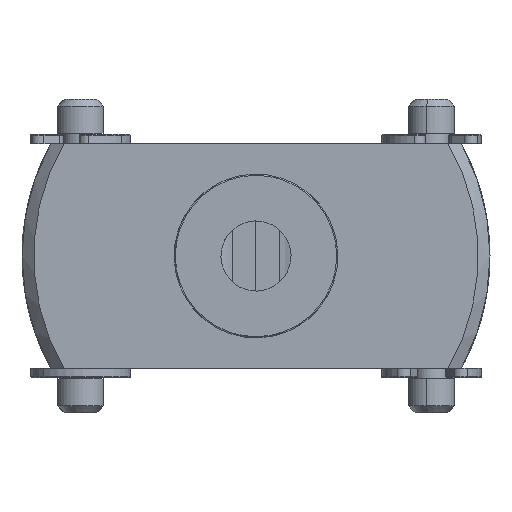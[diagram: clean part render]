
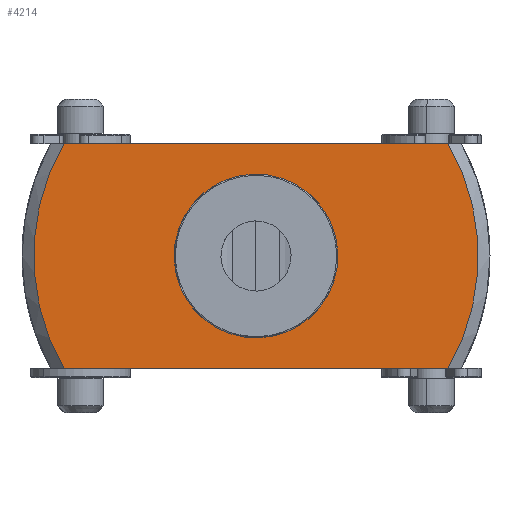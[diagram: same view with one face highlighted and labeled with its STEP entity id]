
A CAD part, front view. The second image highlights one B-rep face of the part: STEP entity #4214.
In plain terms, the highlighted face is planar.
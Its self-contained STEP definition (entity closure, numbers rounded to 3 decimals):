
#2414=CARTESIAN_POINT('Vertex',(-3.072,1.678,30.)) ;
#2417=CARTESIAN_POINT('Axis2P3D Location',(0.,0.,30.)) ;
#2421=CARTESIAN_POINT('Vertex',(3.072,-1.678,30.)) ;
#3190=CARTESIAN_POINT('Axis2P3D Location',(0.,0.,30.)) ;
#4114=CARTESIAN_POINT('Axis2P3D Location',(0.,0.,30.)) ;
#4118=CARTESIAN_POINT('Vertex',(4.8,8.198,30.)) ;
#4120=CARTESIAN_POINT('Vertex',(-4.8,8.198,30.)) ;
#4180=CARTESIAN_POINT('Axis2P3D Location',(0.,0.,30.)) ;
#4185=CARTESIAN_POINT('Line Origine',(4.8,0.,30.)) ;
#4189=CARTESIAN_POINT('Vertex',(4.8,-8.198,30.)) ;
#4192=CARTESIAN_POINT('Line Origine',(-4.8,0.,30.)) ;
#4196=CARTESIAN_POINT('Vertex',(-4.8,-8.198,30.)) ;
#4199=CARTESIAN_POINT('Axis2P3D Location',(0.,0.,30.)) ;
#2418=DIRECTION('Axis2P3D Direction',(0.,-0.,-1.)) ;
#3191=DIRECTION('Axis2P3D Direction',(0.,-0.,-1.)) ;
#4115=DIRECTION('Axis2P3D Direction',(0.,0.,1.)) ;
#4181=DIRECTION('Axis2P3D Direction',(0.,0.,1.)) ;
#4182=DIRECTION('Axis2P3D XDirection',(1.,0.,0.)) ;
#4186=DIRECTION('Vector Direction',(0.,-1.,0.)) ;
#4193=DIRECTION('Vector Direction',(0.,-1.,0.)) ;
#4200=DIRECTION('Axis2P3D Direction',(0.,0.,1.)) ;
#2419=AXIS2_PLACEMENT_3D('Circle Axis2P3D',#2417,#2418,$) ;
#3192=AXIS2_PLACEMENT_3D('Circle Axis2P3D',#3190,#3191,$) ;
#4116=AXIS2_PLACEMENT_3D('Circle Axis2P3D',#4114,#4115,$) ;
#4183=AXIS2_PLACEMENT_3D('Plane Axis2P3D',#4180,#4181,#4182) ;
#4201=AXIS2_PLACEMENT_3D('Circle Axis2P3D',#4199,#4200,$) ;
#4205=ORIENTED_EDGE('',*,*,#4191,.F.) ;
#4206=ORIENTED_EDGE('',*,*,#4122,.T.) ;
#4207=ORIENTED_EDGE('',*,*,#4198,.T.) ;
#4208=ORIENTED_EDGE('',*,*,#4203,.T.) ;
#4211=ORIENTED_EDGE('',*,*,#2423,.F.) ;
#4212=ORIENTED_EDGE('',*,*,#3194,.F.) ;
#4213=FACE_BOUND('',#4210,.T.) ;
#4187=VECTOR('Line Direction',#4186,1.) ;
#4194=VECTOR('Line Direction',#4193,1.) ;
#4214=ADVANCED_FACE('Hauptk\X2\00F6\X0\rper',(#4209,#4213),#4184,.T.) ;
#2420=CIRCLE('generated circle',#2419,3.5) ;
#3193=CIRCLE('generated circle',#3192,3.5) ;
#4117=CIRCLE('generated circle',#4116,9.5) ;
#4202=CIRCLE('generated circle',#4201,9.5) ;
#2423=EDGE_CURVE('',#2415,#2422,#2420,.F.) ;
#3194=EDGE_CURVE('',#2422,#2415,#3193,.F.) ;
#4122=EDGE_CURVE('',#4119,#4121,#4117,.T.) ;
#4191=EDGE_CURVE('',#4119,#4190,#4188,.T.) ;
#4198=EDGE_CURVE('',#4121,#4197,#4195,.T.) ;
#4203=EDGE_CURVE('',#4197,#4190,#4202,.T.) ;
#4204=EDGE_LOOP('',(#4205,#4206,#4207,#4208)) ;
#4210=EDGE_LOOP('',(#4211,#4212)) ;
#4209=FACE_OUTER_BOUND('',#4204,.T.) ;
#4188=LINE('Line',#4185,#4187) ;
#4195=LINE('Line',#4192,#4194) ;
#4184=PLANE('',#4183) ;
#2415=VERTEX_POINT('',#2414) ;
#2422=VERTEX_POINT('',#2421) ;
#4119=VERTEX_POINT('',#4118) ;
#4121=VERTEX_POINT('',#4120) ;
#4190=VERTEX_POINT('',#4189) ;
#4197=VERTEX_POINT('',#4196) ;
